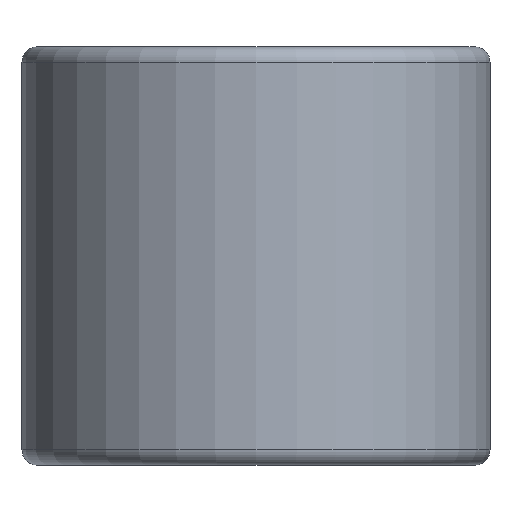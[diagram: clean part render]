
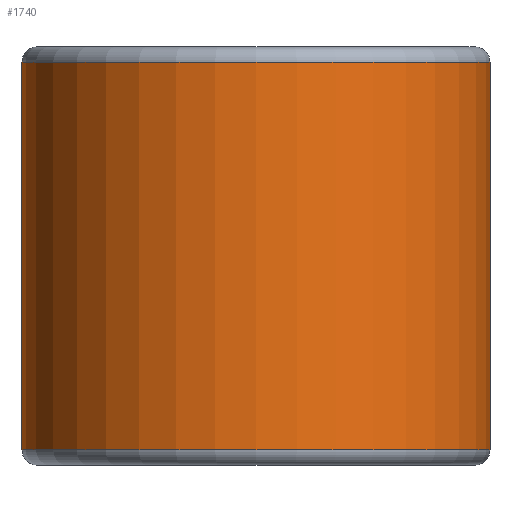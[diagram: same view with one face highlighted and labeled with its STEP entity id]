
A CAD part, front view. The second image highlights one B-rep face of the part: STEP entity #1740.
In plain terms, the highlighted cylindrical face has radius 11.506 mm (diameter 23.012 mm), a partial arc.
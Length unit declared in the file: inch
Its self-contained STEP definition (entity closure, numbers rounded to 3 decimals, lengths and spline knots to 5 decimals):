
#210 = CARTESIAN_POINT ( 'NONE',  ( -0.078, -1.312, 0.375 ) ) ;
#256 = ORIENTED_EDGE ( 'NONE', *, *, #1809, .T. ) ;
#291 = DIRECTION ( 'NONE',  ( 0., 0., 1. ) ) ;
#295 = ORIENTED_EDGE ( 'NONE', *, *, #599, .T. ) ;
#311 = VERTEX_POINT ( 'NONE', #1263 ) ;
#454 = VERTEX_POINT ( 'NONE', #2655 ) ;
#509 = CARTESIAN_POINT ( 'NONE',  ( -0.078, -1.312, 0.375 ) ) ;
#583 = LINE ( 'NONE', #2146, #2290 ) ;
#599 = EDGE_CURVE ( 'NONE', #1464, #454, #583, .T. ) ;
#672 = DIRECTION ( 'NONE',  ( 0., 0., 1. ) ) ;
#715 = AXIS2_PLACEMENT_3D ( 'NONE', #1945, #728, #2151 ) ;
#728 = DIRECTION ( 'NONE',  ( 0., 0., 1. ) ) ;
#990 = EDGE_LOOP ( 'NONE', ( #1761, #295, #2487, #256 ) ) ;
#1055 = DIRECTION ( 'NONE',  ( 1., 0., 0. ) ) ;
#1078 = FACE_OUTER_BOUND ( 'NONE', #990, .T. ) ;
#1182 = VERTEX_POINT ( 'NONE', #509 ) ;
#1263 = CARTESIAN_POINT ( 'NONE',  ( -0.078, -1.312, -0.375 ) ) ;
#1312 = CYLINDRICAL_SURFACE ( 'NONE', #1700, 0.453 ) ;
#1314 = CIRCLE ( 'NONE', #2509, 0.453 ) ;
#1423 = EDGE_CURVE ( 'NONE', #311, #1464, #2071, .T. ) ;
#1449 = DIRECTION ( 'NONE',  ( 0., 0., 1. ) ) ;
#1464 = VERTEX_POINT ( 'NONE', #2366 ) ;
#1700 = AXIS2_PLACEMENT_3D ( 'NONE', #1851, #1449, #1055 ) ;
#1740 = ADVANCED_FACE ( 'NONE', ( #1078 ), #1312, .T. ) ;
#1761 = ORIENTED_EDGE ( 'NONE', *, *, #1423, .T. ) ;
#1809 = EDGE_CURVE ( 'NONE', #1182, #311, #2674, .T. ) ;
#1851 = CARTESIAN_POINT ( 'NONE',  ( 0.375, -1.312, 0. ) ) ;
#1898 = CARTESIAN_POINT ( 'NONE',  ( 0.375, -1.312, 0.375 ) ) ;
#1945 = CARTESIAN_POINT ( 'NONE',  ( 0.375, -1.312, -0.375 ) ) ;
#2071 = CIRCLE ( 'NONE', #715, 0.453 ) ;
#2106 = DIRECTION ( 'NONE',  ( 1., 0., 0. ) ) ;
#2146 = CARTESIAN_POINT ( 'NONE',  ( 0.828, -1.312, 0. ) ) ;
#2151 = DIRECTION ( 'NONE',  ( 1., 0., 0. ) ) ;
#2288 = DIRECTION ( 'NONE',  ( 0., 0., -1. ) ) ;
#2290 = VECTOR ( 'NONE', #291, 39.37008 ) ;
#2297 = EDGE_CURVE ( 'NONE', #1182, #454, #1314, .T. ) ;
#2366 = CARTESIAN_POINT ( 'NONE',  ( 0.828, -1.312, -0.375 ) ) ;
#2487 = ORIENTED_EDGE ( 'NONE', *, *, #2297, .F. ) ;
#2509 = AXIS2_PLACEMENT_3D ( 'NONE', #1898, #672, #2106 ) ;
#2610 = VECTOR ( 'NONE', #2288, 39.37008 ) ;
#2655 = CARTESIAN_POINT ( 'NONE',  ( 0.828, -1.312, 0.375 ) ) ;
#2674 = LINE ( 'NONE', #210, #2610 ) ;
